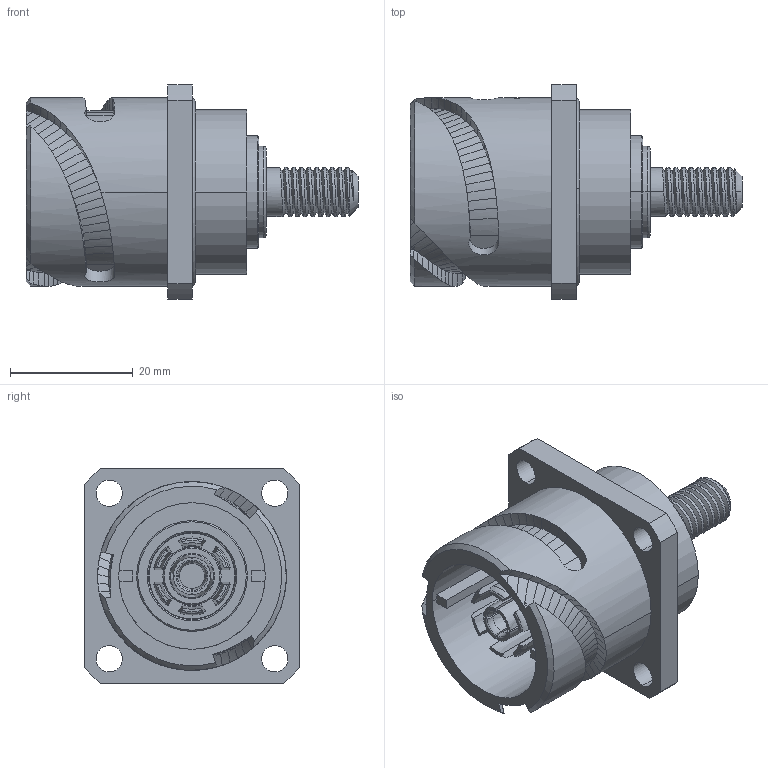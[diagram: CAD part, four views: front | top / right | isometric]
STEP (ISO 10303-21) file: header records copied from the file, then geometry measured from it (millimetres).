
FILE_DESCRIPTION((''),'2;1');
FILE_NAME('GCE3102E18M50S-B-T16_SW0001','2023-05-31T16:07:04',('paultorloting'),('NET AG system integration'),'CREO PARAMETRIC BY PTC INC, 2021404','CREO PARAMETRIC BY PTC INC, 2021404','');
FILE_SCHEMA(('AUTOMOTIVE_DESIGN { 1 0 10303 214 1 1 1 1 }'));
Length unit declared in the file: millimetre
Products named in the file (1): GCE3102E18M50S-B-T16_SW0001
Bounding box: 54.2 x 35 x 35 mm (x, y, z)
Volume: 19315.6 mm3; surface area: 11750.5 mm2
Topology: 1 solids, 1 shells, 470 faces, 1165 edges, 719 vertices
Faces by surface type: bspline 206, plane 98, cylinder 67, cone 51, torus 48
Entity records: 21207 total; most frequent: CARTESIAN_POINT 8891, ORIENTED_EDGE 2326, DIRECTION 1496, EDGE_CURVE 1163, VERTEX_POINT 719, AXIS2_PLACEMENT_3D 536, EDGE_LOOP 504, B_SPLINE_CURVE_WITH_KNOTS 481
